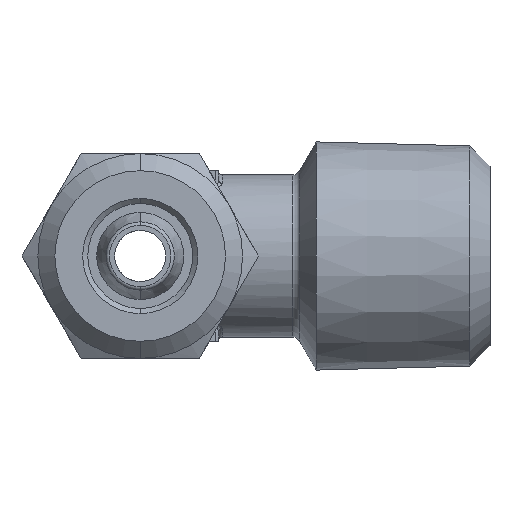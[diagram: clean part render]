
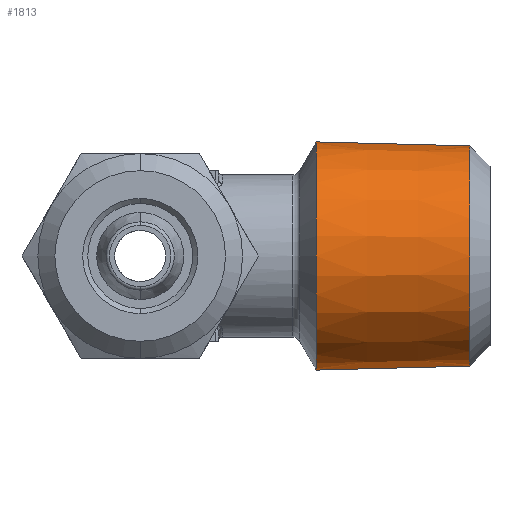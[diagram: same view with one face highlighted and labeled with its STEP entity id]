
A CAD part, left-side view. The second image highlights one B-rep face of the part: STEP entity #1813.
In plain terms, the highlighted conical face has half-angle 1.47 degrees and reference radius 6.707 mm.
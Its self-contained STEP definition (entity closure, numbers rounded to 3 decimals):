
#1050 = EDGE_LOOP ( 'NONE', ( #1392, #1393, #1394, #1391 ) ) ;
#1312 = VERTEX_POINT ( 'NONE', #2970 ) ;
#1313 = VERTEX_POINT ( 'NONE', #2971 ) ;
#1315 = VERTEX_POINT ( 'NONE', #2973 ) ;
#1316 = VERTEX_POINT ( 'NONE', #2974 ) ;
#1391 = ORIENTED_EDGE ( 'NONE', *, *, #1731, .T. ) ;
#1392 = ORIENTED_EDGE ( 'NONE', *, *, #1921, .F. ) ;
#1393 = ORIENTED_EDGE ( 'NONE', *, *, #1886, .F. ) ;
#1394 = ORIENTED_EDGE ( 'NONE', *, *, #5394, .T. ) ;
#1731 = EDGE_CURVE ( 'NONE', #1315, #1316, #3454, .T. ) ;
#1813 = ADVANCED_FACE ( 'NONE', ( #4478 ), #3563, .T. ) ;
#1886 = EDGE_CURVE ( 'NONE', #1313, #1312, #3642, .T. ) ;
#1921 = EDGE_CURVE ( 'NONE', #1312, #1316, #4546, .T. ) ;
#2970 = CARTESIAN_POINT ( 'NONE',  ( 0., -19.3, -6.455 ) ) ;
#2971 = CARTESIAN_POINT ( 'NONE',  ( 0., -19.3, 6.455 ) ) ;
#2973 = CARTESIAN_POINT ( 'NONE',  ( 0., -10.319, 6.686 ) ) ;
#2974 = CARTESIAN_POINT ( 'NONE',  ( 0., -10.319, -6.686 ) ) ;
#3454 = CIRCLE ( 'NONE', #3458, 6.686 ) ;
#3458 = AXIS2_PLACEMENT_3D ( 'NONE', #4006, #4007, #4008 ) ;
#3555 = AXIS2_PLACEMENT_3D ( 'NONE', #4343, #4344, #4345 ) ;
#3563 = CONICAL_SURFACE ( 'NONE', #3555, 6.707, 0.026 ) ;
#3642 = CIRCLE ( 'NONE', #3643, 6.455 ) ;
#3643 = AXIS2_PLACEMENT_3D ( 'NONE', #4910, #4911, #4912 ) ;
#3703 = VECTOR ( 'NONE', #5019, 1000. ) ;
#3789 = VECTOR ( 'NONE', #5185, 1000. ) ;
#4006 = CARTESIAN_POINT ( 'NONE',  ( 0., -10.319, 0. ) ) ;
#4007 = DIRECTION ( 'NONE',  ( 0., -1., 0. ) ) ;
#4008 = DIRECTION ( 'NONE',  ( 0., 0., 1. ) ) ;
#4343 = CARTESIAN_POINT ( 'NONE',  ( 0., -9.5, 0. ) ) ;
#4344 = DIRECTION ( 'NONE',  ( 0., 1., 0. ) ) ;
#4345 = DIRECTION ( 'NONE',  ( 0., 0., 1. ) ) ;
#4478 = FACE_OUTER_BOUND ( 'NONE', #1050, .T. ) ;
#4546 = LINE ( 'NONE', #5018, #3703 ) ;
#4588 = LINE ( 'NONE', #5184, #3789 ) ;
#4910 = CARTESIAN_POINT ( 'NONE',  ( 0., -19.3, 0. ) ) ;
#4911 = DIRECTION ( 'NONE',  ( 0., -1., 0. ) ) ;
#4912 = DIRECTION ( 'NONE',  ( 0., 0., -1. ) ) ;
#5018 = CARTESIAN_POINT ( 'NONE',  ( 0., -9.5, -6.707 ) ) ;
#5019 = DIRECTION ( 'NONE',  ( 0., 1., -0.026 ) ) ;
#5184 = CARTESIAN_POINT ( 'NONE',  ( 0., -9.5, 6.707 ) ) ;
#5185 = DIRECTION ( 'NONE',  ( 0., 1., 0.026 ) ) ;
#5394 = EDGE_CURVE ( 'NONE', #1313, #1315, #4588, .T. ) ;
